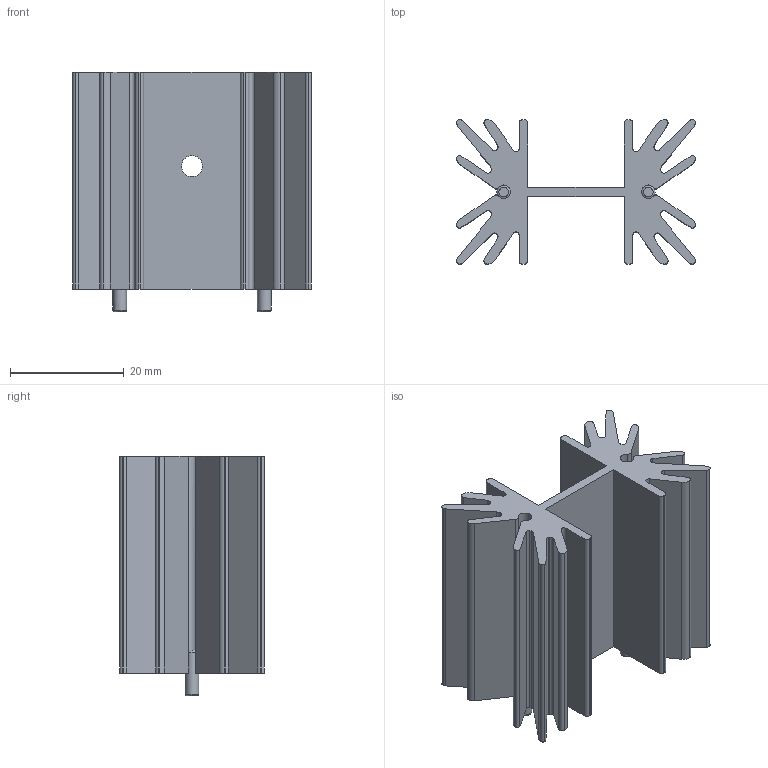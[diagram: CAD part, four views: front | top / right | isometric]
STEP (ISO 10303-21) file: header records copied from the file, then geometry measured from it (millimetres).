
FILE_DESCRIPTION(/* description */ ('Unknown'),/* implementation_level */ '2;1');
FILE_NAME(/* name */ '657-15ABPE',/* time_stamp */ '2024-09-23T08:02:24+02:00',/* author */ ('Unknown'),/* organization */ ('Unknown'),/* preprocessor_version */ 'ST-DEVELOPER v19.4',/* originating_system */ 'Solid Edge',/* authorisation */ 'Unknown');
FILE_SCHEMA (('AUTOMOTIVE_DESIGN {1 0 10303 214 3 1 1}'));
Length unit declared in the file: millimetre
Products named in the file (1): 657-15ABPE
Bounding box: 41.9 x 25.4 x 42.1 mm (x, y, z)
Volume: 14397.2 mm3; surface area: 13218.6 mm2
Topology: 1 solids, 1 shells, 137 faces, 400 edges, 265 vertices
Faces by surface type: plane 68, cylinder 65, torus 4
Full cylindrical faces by diameter (mm): 2.4 x2, 3.7 x1
Entity records: 5477 total; most frequent: DIRECTION 800, CARTESIAN_POINT 786, ORIENTED_EDGE 776, EDGE_CURVE 388, AXIS2_PLACEMENT_3D 274, VERTEX_POINT 260, LINE 252, VECTOR 252
